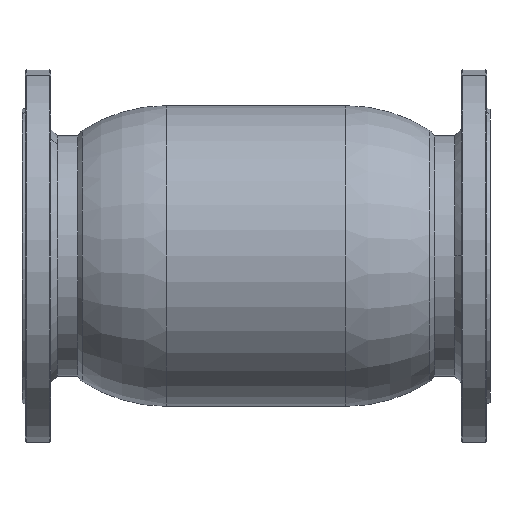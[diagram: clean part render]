
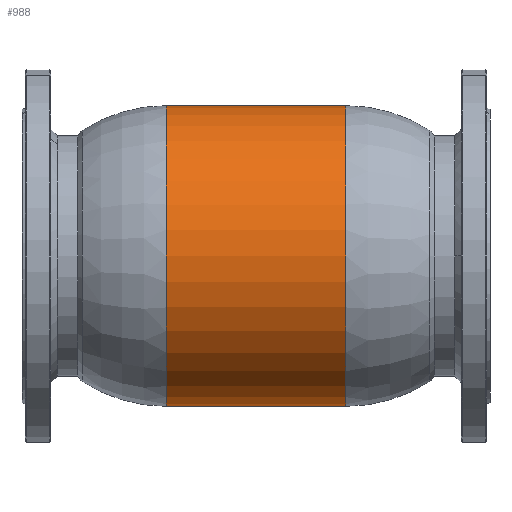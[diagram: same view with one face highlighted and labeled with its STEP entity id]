
A CAD part, front view. The second image highlights one B-rep face of the part: STEP entity #988.
In plain terms, the highlighted cylindrical face has radius 136.5 mm (diameter 273 mm), a partial arc.
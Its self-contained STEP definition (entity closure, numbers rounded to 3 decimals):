
#988 = ADVANCED_FACE ( 'NONE', ( #13335 ), #13338, .T. ) ;
#2255 = CIRCLE ( 'NONE', #8086, 136.5 ) ;
#2540 = CIRCLE ( 'NONE', #8042, 136.5 ) ;
#6593 = EDGE_CURVE ( 'NONE', #9856, #10480, #9148, .T. ) ;
#6597 = EDGE_CURVE ( 'NONE', #9999, #9901, #9141, .T. ) ;
#7190 = EDGE_CURVE ( 'NONE', #10480, #9901, #2255, .T. ) ;
#7338 = EDGE_CURVE ( 'NONE', #9856, #9999, #2540, .T. ) ;
#8042 = AXIS2_PLACEMENT_3D ( 'NONE', #22635, #22710, #22711 ) ;
#8086 = AXIS2_PLACEMENT_3D ( 'NONE', #16161, #16153, #15349 ) ;
#8798 = DIRECTION ( 'NONE',  ( -1., 0., 0. ) ) ;
#8841 = CARTESIAN_POINT ( 'NONE',  ( 0., 0., -136.5 ) ) ;
#8884 = CARTESIAN_POINT ( 'NONE',  ( 0., 0., 136.5 ) ) ;
#8907 = DIRECTION ( 'NONE',  ( -1., 0., 0. ) ) ;
#9141 = LINE ( 'NONE', #8884, #9347 ) ;
#9148 = LINE ( 'NONE', #8841, #9399 ) ;
#9347 = VECTOR ( 'NONE', #8907, 1000. ) ;
#9399 = VECTOR ( 'NONE', #8798, 1000. ) ;
#9856 = VERTEX_POINT ( 'NONE', #17857 ) ;
#9901 = VERTEX_POINT ( 'NONE', #17902 ) ;
#9999 = VERTEX_POINT ( 'NONE', #18000 ) ;
#10480 = VERTEX_POINT ( 'NONE', #18481 ) ;
#12881 = ORIENTED_EDGE ( 'NONE', *, *, #6593, .F. ) ;
#13335 = FACE_OUTER_BOUND ( 'NONE', #24948, .T. ) ;
#13338 = CYLINDRICAL_SURFACE ( 'NONE', #14766, 136.5 ) ;
#14766 = AXIS2_PLACEMENT_3D ( 'NONE', #21115, #21107, #21118 ) ;
#15349 = DIRECTION ( 'NONE',  ( 0., 0., 1. ) ) ;
#16153 = DIRECTION ( 'NONE',  ( -1., 0., 0. ) ) ;
#16161 = CARTESIAN_POINT ( 'NONE',  ( -81.648, 0., 0. ) ) ;
#17857 = CARTESIAN_POINT ( 'NONE',  ( 81.648, 0., -136.5 ) ) ;
#17902 = CARTESIAN_POINT ( 'NONE',  ( -81.648, 0., 136.5 ) ) ;
#18000 = CARTESIAN_POINT ( 'NONE',  ( 81.648, 0., 136.5 ) ) ;
#18481 = CARTESIAN_POINT ( 'NONE',  ( -81.648, 0., -136.5 ) ) ;
#19260 = ORIENTED_EDGE ( 'NONE', *, *, #7190, .F. ) ;
#19264 = ORIENTED_EDGE ( 'NONE', *, *, #7338, .T. ) ;
#19275 = ORIENTED_EDGE ( 'NONE', *, *, #6597, .T. ) ;
#21107 = DIRECTION ( 'NONE',  ( -1., 0., 0. ) ) ;
#21115 = CARTESIAN_POINT ( 'NONE',  ( 0., 0., 0. ) ) ;
#21118 = DIRECTION ( 'NONE',  ( 0., 0., 1. ) ) ;
#22635 = CARTESIAN_POINT ( 'NONE',  ( 81.648, 0., 0. ) ) ;
#22710 = DIRECTION ( 'NONE',  ( -1., 0., 0. ) ) ;
#22711 = DIRECTION ( 'NONE',  ( 0., 0., 1. ) ) ;
#24948 = EDGE_LOOP ( 'NONE', ( #12881, #19264, #19275, #19260 ) ) ;
